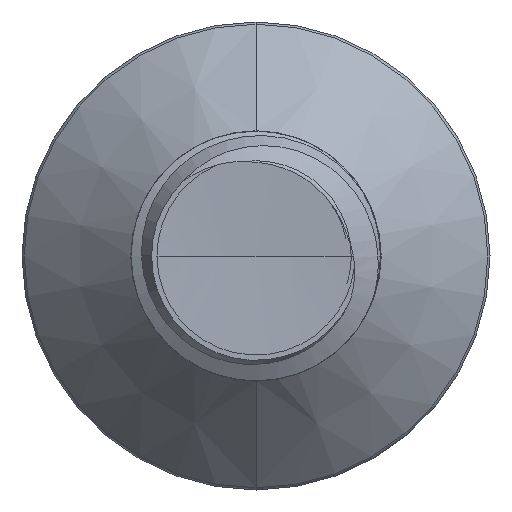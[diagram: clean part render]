
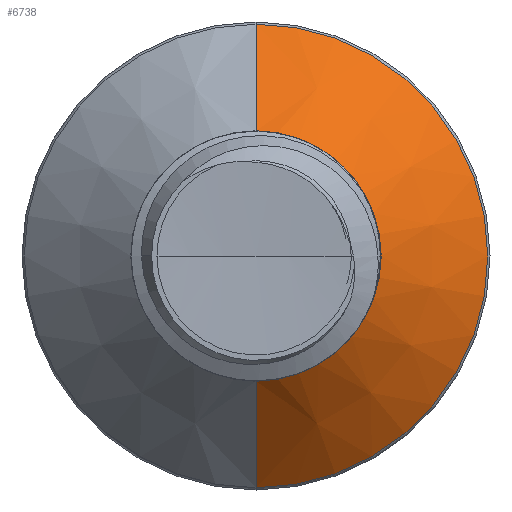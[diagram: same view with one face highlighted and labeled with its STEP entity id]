
A CAD part, front view. The second image highlights one B-rep face of the part: STEP entity #6738.
In plain terms, the highlighted conical face has half-angle 45 degrees and reference radius 0.803 mm.
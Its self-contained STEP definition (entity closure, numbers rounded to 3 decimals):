
#9 = DIRECTION ( 'NONE',  ( 0., 0.707, -0.707 ) ) ;
#113 = CIRCLE ( 'NONE', #4852, 1.486 ) ;
#843 = CARTESIAN_POINT ( 'NONE',  ( 0., 2.637, 0. ) ) ;
#1139 = FACE_OUTER_BOUND ( 'NONE', #15455, .T. ) ;
#2093 = DIRECTION ( 'NONE',  ( 0., 0., 1. ) ) ;
#2290 = LINE ( 'NONE', #5879, #8319 ) ;
#2484 = CARTESIAN_POINT ( 'NONE',  ( 0., 2.637, 0.803 ) ) ;
#3361 = VERTEX_POINT ( 'NONE', #10878 ) ;
#3861 = AXIS2_PLACEMENT_3D ( 'NONE', #10468, #4433, #8105 ) ;
#4109 = VECTOR ( 'NONE', #9744, 1000. ) ;
#4433 = DIRECTION ( 'NONE',  ( 0., 1., 0. ) ) ;
#4496 = LINE ( 'NONE', #2484, #4109 ) ;
#4852 = AXIS2_PLACEMENT_3D ( 'NONE', #12687, #5466, #13931 ) ;
#4921 = EDGE_CURVE ( 'NONE', #8387, #8775, #13590, .T. ) ;
#5466 = DIRECTION ( 'NONE',  ( 0., 1., 0. ) ) ;
#5879 = CARTESIAN_POINT ( 'NONE',  ( 0., 2.637, -0.803 ) ) ;
#6274 = EDGE_CURVE ( 'NONE', #8775, #3361, #2290, .T. ) ;
#6738 = ADVANCED_FACE ( 'NONE', ( #1139 ), #6790, .T. ) ;
#6790 = CONICAL_SURFACE ( 'NONE', #3861, 0.803, 0.785 ) ;
#7226 = VERTEX_POINT ( 'NONE', #8823 ) ;
#7408 = CARTESIAN_POINT ( 'NONE',  ( 0., 2.637, 0.803 ) ) ;
#7611 = EDGE_CURVE ( 'NONE', #7226, #3361, #113, .T. ) ;
#8105 = DIRECTION ( 'NONE',  ( 0., 0., 1. ) ) ;
#8319 = VECTOR ( 'NONE', #9, 1000. ) ;
#8387 = VERTEX_POINT ( 'NONE', #7408 ) ;
#8775 = VERTEX_POINT ( 'NONE', #9640 ) ;
#8823 = CARTESIAN_POINT ( 'NONE',  ( 0., 3.32, 1.486 ) ) ;
#8924 = EDGE_CURVE ( 'NONE', #8387, #7226, #4496, .T. ) ;
#9303 = DIRECTION ( 'NONE',  ( 0., 1., 0. ) ) ;
#9640 = CARTESIAN_POINT ( 'NONE',  ( 0., 2.637, -0.803 ) ) ;
#9744 = DIRECTION ( 'NONE',  ( 0., 0.707, 0.707 ) ) ;
#10468 = CARTESIAN_POINT ( 'NONE',  ( 0., 2.637, 0. ) ) ;
#10878 = CARTESIAN_POINT ( 'NONE',  ( 0., 3.32, -1.486 ) ) ;
#11576 = AXIS2_PLACEMENT_3D ( 'NONE', #843, #9303, #2093 ) ;
#12687 = CARTESIAN_POINT ( 'NONE',  ( 0., 3.32, 0. ) ) ;
#13590 = CIRCLE ( 'NONE', #11576, 0.803 ) ;
#13931 = DIRECTION ( 'NONE',  ( 0., 0., 1. ) ) ;
#14056 = ORIENTED_EDGE ( 'NONE', *, *, #7611, .F. ) ;
#14134 = ORIENTED_EDGE ( 'NONE', *, *, #4921, .T. ) ;
#15016 = ORIENTED_EDGE ( 'NONE', *, *, #6274, .T. ) ;
#15396 = ORIENTED_EDGE ( 'NONE', *, *, #8924, .F. ) ;
#15455 = EDGE_LOOP ( 'NONE', ( #14134, #15016, #14056, #15396 ) ) ;
